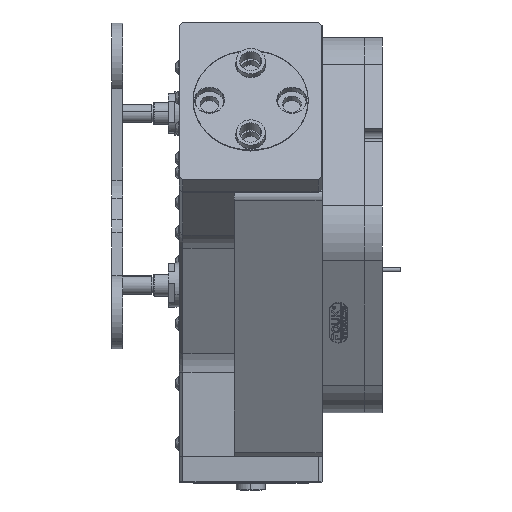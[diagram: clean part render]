
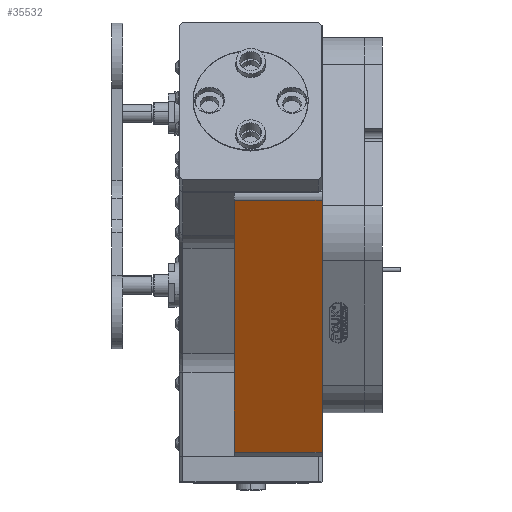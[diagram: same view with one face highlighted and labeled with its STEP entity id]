
A CAD part, left-side view. The second image highlights one B-rep face of the part: STEP entity #35532.
In plain terms, the highlighted planar face has unit normal (-0.866, 0, -0.5).
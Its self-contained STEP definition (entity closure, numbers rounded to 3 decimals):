
#3550 = CARTESIAN_POINT ( 'NONE',  ( -132.791, 71., 15. ) ) ;
#5610 = EDGE_CURVE ( 'NONE', #48554, #14441, #31853, .T. ) ;
#5768 = ORIENTED_EDGE ( 'NONE', *, *, #32677, .T. ) ;
#5860 = AXIS2_PLACEMENT_3D ( 'NONE', #36653, #44599, #21301 ) ;
#6638 = CARTESIAN_POINT ( 'NONE',  ( -93.098, 71., -53.75 ) ) ;
#7110 = VERTEX_POINT ( 'NONE', #3550 ) ;
#7718 = VECTOR ( 'NONE', #32739, 1000. ) ;
#8256 = DIRECTION ( 'NONE',  ( 0., -1., 0. ) ) ;
#12432 = ORIENTED_EDGE ( 'NONE', *, *, #13448, .F. ) ;
#12995 = FACE_OUTER_BOUND ( 'NONE', #39088, .T. ) ;
#13087 = CARTESIAN_POINT ( 'NONE',  ( -132.791, 23., 15. ) ) ;
#13448 = EDGE_CURVE ( 'NONE', #18632, #7110, #24524, .T. ) ;
#14441 = VERTEX_POINT ( 'NONE', #18407 ) ;
#15194 = ORIENTED_EDGE ( 'NONE', *, *, #5610, .F. ) ;
#18407 = CARTESIAN_POINT ( 'NONE',  ( -53.405, 23., -122.5 ) ) ;
#18632 = VERTEX_POINT ( 'NONE', #28912 ) ;
#19359 = LINE ( 'NONE', #23976, #36157 ) ;
#21301 = DIRECTION ( 'NONE',  ( -0.5, 0., 0.866 ) ) ;
#21413 = CARTESIAN_POINT ( 'NONE',  ( 0., 23., -215. ) ) ;
#23090 = EDGE_CURVE ( 'NONE', #48554, #7110, #35294, .T. ) ;
#23976 = CARTESIAN_POINT ( 'NONE',  ( -53.405, 101., -122.5 ) ) ;
#24524 = LINE ( 'NONE', #6638, #26382 ) ;
#26382 = VECTOR ( 'NONE', #30565, 1000. ) ;
#28912 = CARTESIAN_POINT ( 'NONE',  ( -53.405, 71., -122.5 ) ) ;
#30565 = DIRECTION ( 'NONE',  ( -0.5, 0., 0.866 ) ) ;
#31853 = LINE ( 'NONE', #21413, #7718 ) ;
#32372 = CARTESIAN_POINT ( 'NONE',  ( -132.791, 101., 15. ) ) ;
#32677 = EDGE_CURVE ( 'NONE', #18632, #14441, #19359, .T. ) ;
#32739 = DIRECTION ( 'NONE',  ( 0.5, 0., -0.866 ) ) ;
#33270 = ORIENTED_EDGE ( 'NONE', *, *, #23090, .T. ) ;
#34059 = VECTOR ( 'NONE', #41053, 1000. ) ;
#35294 = LINE ( 'NONE', #32372, #34059 ) ;
#35532 = ADVANCED_FACE ( 'NONE', ( #12995 ), #49086, .T. ) ;
#36157 = VECTOR ( 'NONE', #8256, 1000. ) ;
#36653 = CARTESIAN_POINT ( 'NONE',  ( 0., 101., -215. ) ) ;
#39088 = EDGE_LOOP ( 'NONE', ( #15194, #33270, #12432, #5768 ) ) ;
#41053 = DIRECTION ( 'NONE',  ( 0., 1., 0. ) ) ;
#44599 = DIRECTION ( 'NONE',  ( -0.866, 0., -0.5 ) ) ;
#48554 = VERTEX_POINT ( 'NONE', #13087 ) ;
#49086 = PLANE ( 'NONE',  #5860 ) ;
